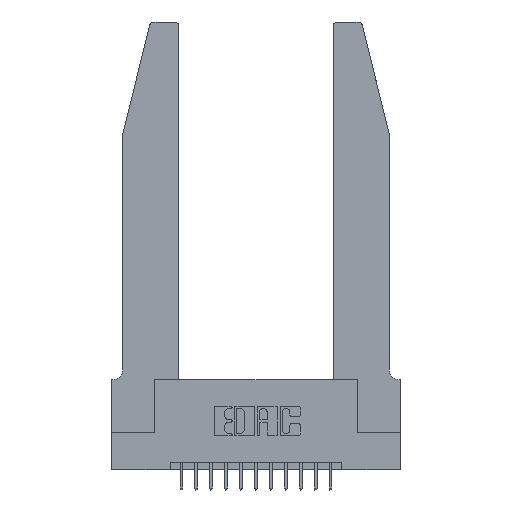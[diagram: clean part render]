
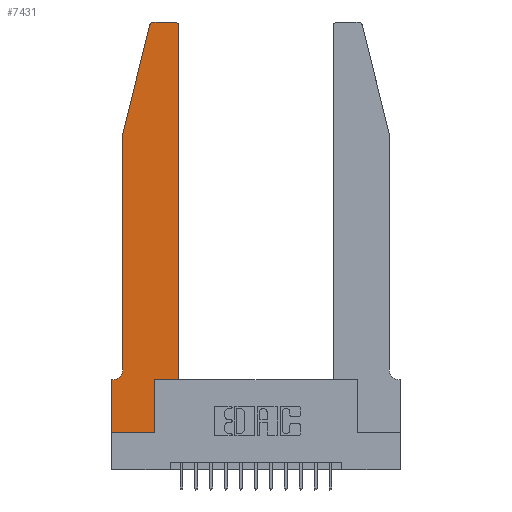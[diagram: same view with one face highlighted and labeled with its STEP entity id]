
A CAD part, top view. The second image highlights one B-rep face of the part: STEP entity #7431.
In plain terms, the highlighted planar face has unit normal (0, 0, 1).
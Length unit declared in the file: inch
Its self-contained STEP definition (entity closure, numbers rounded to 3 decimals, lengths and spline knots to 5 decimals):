
#29 = VECTOR ( 'NONE', #2287, 39.37008 ) ;
#135 = CARTESIAN_POINT ( 'NONE',  ( 0.4505, 0.35, 0.37 ) ) ;
#227 = VECTOR ( 'NONE', #14421, 39.37008 ) ;
#301 = ORIENTED_EDGE ( 'NONE', *, *, #12338, .T. ) ;
#534 = CARTESIAN_POINT ( 'NONE',  ( 0.2865, 0., 0.37 ) ) ;
#688 = DIRECTION ( 'NONE',  ( 0., -1., 0. ) ) ;
#758 = VERTEX_POINT ( 'NONE', #5729 ) ;
#1052 = CARTESIAN_POINT ( 'NONE',  ( 0.0755, 2., 0.37 ) ) ;
#1476 = VERTEX_POINT ( 'NONE', #15623 ) ;
#1666 = VERTEX_POINT ( 'NONE', #1052 ) ;
#1932 = ORIENTED_EDGE ( 'NONE', *, *, #14369, .T. ) ;
#1968 = CARTESIAN_POINT ( 'NONE',  ( 0.0755, 0.42, 0.37 ) ) ;
#2012 = DIRECTION ( 'NONE',  ( 0., 1., 0. ) ) ;
#2269 = CARTESIAN_POINT ( 'NONE',  ( 0., 0., 0.37 ) ) ;
#2287 = DIRECTION ( 'NONE',  ( -1., 0., 0. ) ) ;
#2794 = CARTESIAN_POINT ( 'NONE',  ( 0.0755, 2., 0.37 ) ) ;
#2971 = CARTESIAN_POINT ( 'NONE',  ( 0., 0.35, 0.37 ) ) ;
#2983 = LINE ( 'NONE', #135, #14855 ) ;
#3004 = DIRECTION ( 'NONE',  ( 0., 0., 1. ) ) ;
#3611 = LINE ( 'NONE', #14509, #5937 ) ;
#4173 = ORIENTED_EDGE ( 'NONE', *, *, #13931, .T. ) ;
#4472 = AXIS2_PLACEMENT_3D ( 'NONE', #2971, #13895, #6370 ) ;
#4723 = CARTESIAN_POINT ( 'NONE',  ( 0.4205, 2.72, 0.37 ) ) ;
#5093 = VERTEX_POINT ( 'NONE', #10628 ) ;
#5118 = VERTEX_POINT ( 'NONE', #16427 ) ;
#5361 = DIRECTION ( 'NONE',  ( 0., 0., -1. ) ) ;
#5542 = DIRECTION ( 'NONE',  ( -1., 0., 0. ) ) ;
#5708 = VECTOR ( 'NONE', #10334, 39.37008 ) ;
#5729 = CARTESIAN_POINT ( 'NONE',  ( 0., 0., 0.37 ) ) ;
#5779 = CARTESIAN_POINT ( 'NONE',  ( 0.0055, 0.35, 0.37 ) ) ;
#5937 = VECTOR ( 'NONE', #2012, 39.37008 ) ;
#6084 = EDGE_LOOP ( 'NONE', ( #16010, #1932, #16736, #14717, #16419, #14203, #16168, #9720, #12843, #301, #11542, #4173 ) ) ;
#6370 = DIRECTION ( 'NONE',  ( 1., 0., 0. ) ) ;
#6730 = CARTESIAN_POINT ( 'NONE',  ( 0.25487, 2.72718, 0.37 ) ) ;
#6862 = VERTEX_POINT ( 'NONE', #1968 ) ;
#7257 = LINE ( 'NONE', #14108, #16770 ) ;
#7431 = ADVANCED_FACE ( 'NONE', ( #9817 ), #15210, .T. ) ;
#7479 = VERTEX_POINT ( 'NONE', #6730 ) ;
#7606 = LINE ( 'NONE', #2269, #10509 ) ;
#7670 = EDGE_CURVE ( 'NONE', #16107, #9725, #7257, .T. ) ;
#7747 = EDGE_CURVE ( 'NONE', #7479, #1666, #15705, .T. ) ;
#7872 = DIRECTION ( 'NONE',  ( 1., 0., 0. ) ) ;
#7946 = EDGE_CURVE ( 'NONE', #758, #13837, #7606, .T. ) ;
#8017 = EDGE_CURVE ( 'NONE', #5093, #1476, #3611, .T. ) ;
#8265 = CARTESIAN_POINT ( 'NONE',  ( 0.0055, 0.42, 0.37 ) ) ;
#8550 = LINE ( 'NONE', #2794, #10114 ) ;
#8928 = CARTESIAN_POINT ( 'NONE',  ( 0.284, 2.75, 0.37 ) ) ;
#9039 = CARTESIAN_POINT ( 'NONE',  ( 0.2605, 2.75, 0.37 ) ) ;
#9720 = ORIENTED_EDGE ( 'NONE', *, *, #7946, .T. ) ;
#9725 = VERTEX_POINT ( 'NONE', #16785 ) ;
#9775 = CIRCLE ( 'NONE', #12358, 0.03 ) ;
#9812 = CIRCLE ( 'NONE', #12077, 0.07 ) ;
#9817 = FACE_OUTER_BOUND ( 'NONE', #6084, .T. ) ;
#9848 = EDGE_CURVE ( 'NONE', #9725, #758, #10286, .T. ) ;
#10114 = VECTOR ( 'NONE', #16675, 39.37008 ) ;
#10223 = DIRECTION ( 'NONE',  ( 0., 0., 1. ) ) ;
#10286 = LINE ( 'NONE', #15780, #14483 ) ;
#10334 = DIRECTION ( 'NONE',  ( 0., 1., 0. ) ) ;
#10509 = VECTOR ( 'NONE', #7872, 39.37008 ) ;
#10628 = CARTESIAN_POINT ( 'NONE',  ( 0.4505, 0.35, 0.37 ) ) ;
#11076 = DIRECTION ( 'NONE',  ( 1., 0., 0. ) ) ;
#11459 = DIRECTION ( 'NONE',  ( 1., 0., 0. ) ) ;
#11516 = EDGE_CURVE ( 'NONE', #13837, #11538, #11585, .T. ) ;
#11538 = VERTEX_POINT ( 'NONE', #14380 ) ;
#11542 = ORIENTED_EDGE ( 'NONE', *, *, #8017, .T. ) ;
#11564 = DIRECTION ( 'NONE',  ( 1., 0., 0. ) ) ;
#11585 = LINE ( 'NONE', #17008, #5708 ) ;
#11805 = CARTESIAN_POINT ( 'NONE',  ( 0.0755, 2., 0.37 ) ) ;
#12077 = AXIS2_PLACEMENT_3D ( 'NONE', #8265, #5361, #5542 ) ;
#12338 = EDGE_CURVE ( 'NONE', #11538, #5093, #2983, .T. ) ;
#12358 = AXIS2_PLACEMENT_3D ( 'NONE', #4723, #10223, #11564 ) ;
#12523 = DIRECTION ( 'NONE',  ( -1., 0., 0. ) ) ;
#12612 = EDGE_CURVE ( 'NONE', #5118, #14076, #14710, .T. ) ;
#12768 = CARTESIAN_POINT ( 'NONE',  ( 0.284, 2.72, 0.37 ) ) ;
#12843 = ORIENTED_EDGE ( 'NONE', *, *, #11516, .T. ) ;
#13837 = VERTEX_POINT ( 'NONE', #534 ) ;
#13895 = DIRECTION ( 'NONE',  ( 0., 0., 1. ) ) ;
#13931 = EDGE_CURVE ( 'NONE', #1476, #5118, #9775, .T. ) ;
#14076 = VERTEX_POINT ( 'NONE', #8928 ) ;
#14108 = CARTESIAN_POINT ( 'NONE',  ( 0.0755, 0.35, 0.37 ) ) ;
#14203 = ORIENTED_EDGE ( 'NONE', *, *, #7670, .T. ) ;
#14291 = AXIS2_PLACEMENT_3D ( 'NONE', #12768, #3004, #11459 ) ;
#14369 = EDGE_CURVE ( 'NONE', #14076, #7479, #15732, .T. ) ;
#14380 = CARTESIAN_POINT ( 'NONE',  ( 0.2865, 0.35, 0.37 ) ) ;
#14421 = DIRECTION ( 'NONE',  ( -0.239, -0.971, 0. ) ) ;
#14483 = VECTOR ( 'NONE', #688, 39.37008 ) ;
#14509 = CARTESIAN_POINT ( 'NONE',  ( 0.4505, 0.35, 0.37 ) ) ;
#14710 = LINE ( 'NONE', #9039, #29 ) ;
#14717 = ORIENTED_EDGE ( 'NONE', *, *, #16467, .T. ) ;
#14855 = VECTOR ( 'NONE', #11076, 39.37008 ) ;
#15210 = PLANE ( 'NONE',  #4472 ) ;
#15568 = EDGE_CURVE ( 'NONE', #6862, #16107, #9812, .T. ) ;
#15623 = CARTESIAN_POINT ( 'NONE',  ( 0.4505, 2.72, 0.37 ) ) ;
#15705 = LINE ( 'NONE', #11805, #227 ) ;
#15732 = CIRCLE ( 'NONE', #14291, 0.03 ) ;
#15780 = CARTESIAN_POINT ( 'NONE',  ( 0., 0., 0.37 ) ) ;
#16010 = ORIENTED_EDGE ( 'NONE', *, *, #12612, .T. ) ;
#16107 = VERTEX_POINT ( 'NONE', #5779 ) ;
#16168 = ORIENTED_EDGE ( 'NONE', *, *, #9848, .T. ) ;
#16419 = ORIENTED_EDGE ( 'NONE', *, *, #15568, .T. ) ;
#16427 = CARTESIAN_POINT ( 'NONE',  ( 0.4205, 2.75, 0.37 ) ) ;
#16467 = EDGE_CURVE ( 'NONE', #1666, #6862, #8550, .T. ) ;
#16675 = DIRECTION ( 'NONE',  ( 0., -1., 0. ) ) ;
#16736 = ORIENTED_EDGE ( 'NONE', *, *, #7747, .T. ) ;
#16770 = VECTOR ( 'NONE', #12523, 39.37008 ) ;
#16785 = CARTESIAN_POINT ( 'NONE',  ( 0., 0.35, 0.37 ) ) ;
#17008 = CARTESIAN_POINT ( 'NONE',  ( 0.2865, 0.35, 0.37 ) ) ;
